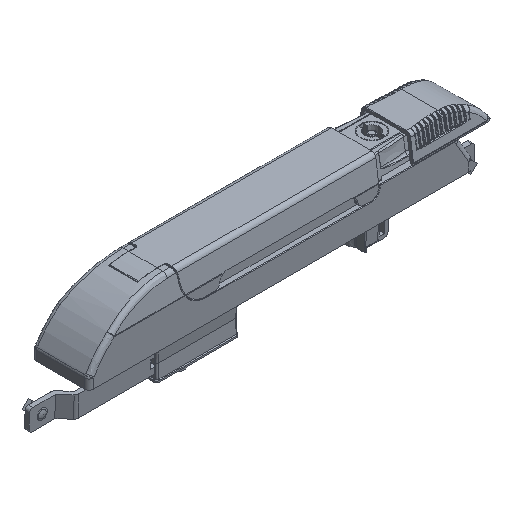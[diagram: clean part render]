
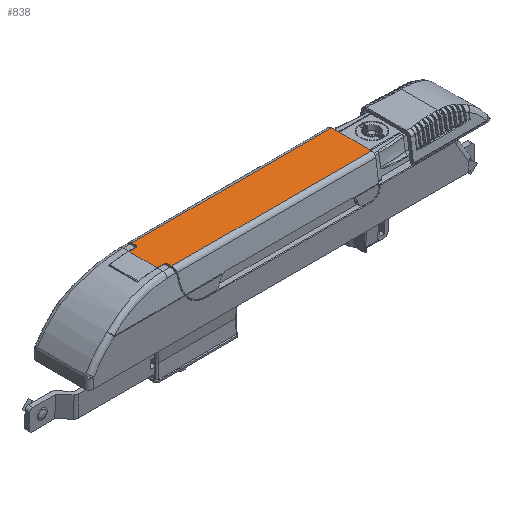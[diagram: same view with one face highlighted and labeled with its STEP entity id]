
A CAD part, isometric view. The second image highlights one B-rep face of the part: STEP entity #838.
In plain terms, the highlighted planar face has unit normal (0, 0, 1).
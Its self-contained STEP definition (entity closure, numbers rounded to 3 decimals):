
#95 = VERTEX_POINT ( 'NONE', #49016 ) ;
#335 = VERTEX_POINT ( 'NONE', #41449 ) ;
#350 = CARTESIAN_POINT ( 'NONE',  ( -67.368, 9.244, 39. ) ) ;
#464 = EDGE_CURVE ( 'NONE', #35764, #6891, #14278, .T. ) ;
#838 = ADVANCED_FACE ( 'NONE', ( #15565 ), #3348, .F. ) ;
#954 = VECTOR ( 'NONE', #3176, 1000. ) ;
#1279 = CARTESIAN_POINT ( 'NONE',  ( -66.926, 0., 39. ) ) ;
#2022 = CARTESIAN_POINT ( 'NONE',  ( -72.749, 9.488, 39. ) ) ;
#2476 = AXIS2_PLACEMENT_3D ( 'NONE', #16055, #46413, #20990 ) ;
#3176 = DIRECTION ( 'NONE',  ( 1., 0., 0. ) ) ;
#3348 = PLANE ( 'NONE',  #2476 ) ;
#3885 = LINE ( 'NONE', #29677, #55432 ) ;
#4082 = LINE ( 'NONE', #51107, #16767 ) ;
#4240 = EDGE_CURVE ( 'NONE', #46377, #29514, #40509, .T. ) ;
#4972 = LINE ( 'NONE', #20996, #954 ) ;
#6891 = VERTEX_POINT ( 'NONE', #33662 ) ;
#7349 = DIRECTION ( 'NONE',  ( 0., -1., 0. ) ) ;
#7872 = CARTESIAN_POINT ( 'NONE',  ( -67.977, -9.274, 39. ) ) ;
#8400 = VECTOR ( 'NONE', #13821, 1000. ) ;
#9515 = EDGE_CURVE ( 'NONE', #35275, #42647, #18057, .T. ) ;
#11149 = ORIENTED_EDGE ( 'NONE', *, *, #25270, .F. ) ;
#11776 = EDGE_CURVE ( 'NONE', #29514, #41537, #3885, .T. ) ;
#12120 = CARTESIAN_POINT ( 'NONE',  ( -72.5, -9.5, 39. ) ) ;
#12193 = DIRECTION ( 'NONE',  ( -0.999, 0.05, 0. ) ) ;
#12852 = DIRECTION ( 'NONE',  ( 0., 1., 0. ) ) ;
#13821 = DIRECTION ( 'NONE',  ( 0., 1., 0. ) ) ;
#13842 = ORIENTED_EDGE ( 'NONE', *, *, #35086, .F. ) ;
#14278 = LINE ( 'NONE', #50610, #41769 ) ;
#15167 = EDGE_CURVE ( 'NONE', #49982, #335, #20393, .T. ) ;
#15565 = FACE_OUTER_BOUND ( 'NONE', #28187, .T. ) ;
#16055 = CARTESIAN_POINT ( 'NONE',  ( 0., 0., 39. ) ) ;
#16162 = CARTESIAN_POINT ( 'NONE',  ( -72.749, 0., 39. ) ) ;
#16502 = ORIENTED_EDGE ( 'NONE', *, *, #19233, .F. ) ;
#16616 = ORIENTED_EDGE ( 'NONE', *, *, #4240, .F. ) ;
#16661 = LINE ( 'NONE', #16162, #47507 ) ;
#16767 = VECTOR ( 'NONE', #25290, 1000. ) ;
#18057 = LINE ( 'NONE', #24898, #36148 ) ;
#19233 = EDGE_CURVE ( 'NONE', #52019, #24628, #41240, .T. ) ;
#20393 = LINE ( 'NONE', #37829, #43177 ) ;
#20501 = DIRECTION ( 'NONE',  ( 0., 1., 0. ) ) ;
#20990 = DIRECTION ( 'NONE',  ( -1., 0., 0. ) ) ;
#20996 = CARTESIAN_POINT ( 'NONE',  ( 0., 13.26, 39. ) ) ;
#21502 = LINE ( 'NONE', #37382, #48264 ) ;
#21564 = DIRECTION ( 'NONE',  ( -1., 0., 0. ) ) ;
#24628 = VERTEX_POINT ( 'NONE', #35285 ) ;
#24821 = EDGE_CURVE ( 'NONE', #335, #35275, #16661, .T. ) ;
#24898 = CARTESIAN_POINT ( 'NONE',  ( -73.084, 9.471, 39. ) ) ;
#25061 = DIRECTION ( 'NONE',  ( 0.999, -0.05, 0. ) ) ;
#25270 = EDGE_CURVE ( 'NONE', #24628, #95, #29993, .T. ) ;
#25290 = DIRECTION ( 'NONE',  ( -0.999, -0.05, 0. ) ) ;
#28048 = CARTESIAN_POINT ( 'NONE',  ( -67.977, 9.274, 39. ) ) ;
#28187 = EDGE_LOOP ( 'NONE', ( #41703, #35531, #35471, #40244, #49294, #11149, #16502, #13842, #44317, #44535, #30269, #16616 ) ) ;
#28218 = CARTESIAN_POINT ( 'NONE',  ( -66.926, 13.26, 39. ) ) ;
#29210 = CARTESIAN_POINT ( 'NONE',  ( -67.368, -9.244, 39. ) ) ;
#29514 = VERTEX_POINT ( 'NONE', #36578 ) ;
#29677 = CARTESIAN_POINT ( 'NONE',  ( -66.926, 0., 39. ) ) ;
#29993 =( BOUNDED_CURVE ( )  B_SPLINE_CURVE ( 3, ( #41974, #46439, #29210, #7872 ),
 .UNSPECIFIED., .F., .F. ) 
 B_SPLINE_CURVE_WITH_KNOTS ( ( 4, 4 ),
 ( 6.151, 7.771 ),
 .UNSPECIFIED. ) 
 CURVE ( )  GEOMETRIC_REPRESENTATION_ITEM ( )  RATIONAL_B_SPLINE_CURVE ( ( 1., 0.793, 0.793, 1. ) ) 
 REPRESENTATION_ITEM ( '' )  );
#30269 = ORIENTED_EDGE ( 'NONE', *, *, #11776, .F. ) ;
#33662 = CARTESIAN_POINT ( 'NONE',  ( 65.581, -13.26, 39. ) ) ;
#33832 = EDGE_CURVE ( 'NONE', #41537, #35764, #4972, .T. ) ;
#35086 = EDGE_CURVE ( 'NONE', #6891, #52019, #47104, .T. ) ;
#35275 = VERTEX_POINT ( 'NONE', #2022 ) ;
#35285 = CARTESIAN_POINT ( 'NONE',  ( -66.926, -10.273, 39. ) ) ;
#35471 = ORIENTED_EDGE ( 'NONE', *, *, #24821, .F. ) ;
#35531 = ORIENTED_EDGE ( 'NONE', *, *, #9515, .F. ) ;
#35764 = VERTEX_POINT ( 'NONE', #39974 ) ;
#36148 = VECTOR ( 'NONE', #55006, 1000. ) ;
#36578 = CARTESIAN_POINT ( 'NONE',  ( -66.926, 10.273, 39. ) ) ;
#37382 = CARTESIAN_POINT ( 'NONE',  ( -72.5, 9.5, 39. ) ) ;
#37829 = CARTESIAN_POINT ( 'NONE',  ( -72.304, -9.51, 39. ) ) ;
#39974 = CARTESIAN_POINT ( 'NONE',  ( 65.581, 13.26, 39. ) ) ;
#40244 = ORIENTED_EDGE ( 'NONE', *, *, #15167, .F. ) ;
#40509 =( BOUNDED_CURVE ( )  B_SPLINE_CURVE ( 3, ( #51459, #350, #47142, #52009 ),
 .UNSPECIFIED., .F., .T. ) 
 B_SPLINE_CURVE_WITH_KNOTS ( ( 4, 4 ),
 ( 4.795, 6.415 ),
 .UNSPECIFIED. ) 
 CURVE ( )  GEOMETRIC_REPRESENTATION_ITEM ( )  RATIONAL_B_SPLINE_CURVE ( ( 1., 0.793, 0.793, 1. ) ) 
 REPRESENTATION_ITEM ( '' )  );
#41240 = LINE ( 'NONE', #1279, #8400 ) ;
#41449 = CARTESIAN_POINT ( 'NONE',  ( -72.749, -9.488, 39. ) ) ;
#41537 = VERTEX_POINT ( 'NONE', #28218 ) ;
#41703 = ORIENTED_EDGE ( 'NONE', *, *, #53617, .F. ) ;
#41769 = VECTOR ( 'NONE', #7349, 1000. ) ;
#41974 = CARTESIAN_POINT ( 'NONE',  ( -66.926, -10.273, 39. ) ) ;
#42016 = CARTESIAN_POINT ( 'NONE',  ( -66.926, -13.26, 39. ) ) ;
#42647 = VERTEX_POINT ( 'NONE', #54303 ) ;
#42910 = CARTESIAN_POINT ( 'NONE',  ( 0., -13.26, 39. ) ) ;
#43177 = VECTOR ( 'NONE', #12193, 1000. ) ;
#44317 = ORIENTED_EDGE ( 'NONE', *, *, #464, .F. ) ;
#44535 = ORIENTED_EDGE ( 'NONE', *, *, #33832, .F. ) ;
#46377 = VERTEX_POINT ( 'NONE', #28048 ) ;
#46413 = DIRECTION ( 'NONE',  ( 0., 0., -1. ) ) ;
#46439 = CARTESIAN_POINT ( 'NONE',  ( -66.926, -9.664, 39. ) ) ;
#47104 = LINE ( 'NONE', #42910, #54455 ) ;
#47142 = CARTESIAN_POINT ( 'NONE',  ( -66.926, 9.664, 39. ) ) ;
#47507 = VECTOR ( 'NONE', #20501, 1000. ) ;
#48264 = VECTOR ( 'NONE', #25061, 1000. ) ;
#49016 = CARTESIAN_POINT ( 'NONE',  ( -67.977, -9.274, 39. ) ) ;
#49294 = ORIENTED_EDGE ( 'NONE', *, *, #52529, .F. ) ;
#49982 = VERTEX_POINT ( 'NONE', #12120 ) ;
#50610 = CARTESIAN_POINT ( 'NONE',  ( 65.581, 0., 39. ) ) ;
#51107 = CARTESIAN_POINT ( 'NONE',  ( -67.977, -9.274, 39. ) ) ;
#51459 = CARTESIAN_POINT ( 'NONE',  ( -67.977, 9.274, 39. ) ) ;
#52009 = CARTESIAN_POINT ( 'NONE',  ( -66.926, 10.273, 39. ) ) ;
#52019 = VERTEX_POINT ( 'NONE', #42016 ) ;
#52529 = EDGE_CURVE ( 'NONE', #95, #49982, #4082, .T. ) ;
#53617 = EDGE_CURVE ( 'NONE', #42647, #46377, #21502, .T. ) ;
#54303 = CARTESIAN_POINT ( 'NONE',  ( -72.5, 9.5, 39. ) ) ;
#54455 = VECTOR ( 'NONE', #21564, 1000. ) ;
#55006 = DIRECTION ( 'NONE',  ( 0.999, 0.05, 0. ) ) ;
#55432 = VECTOR ( 'NONE', #12852, 1000. ) ;
